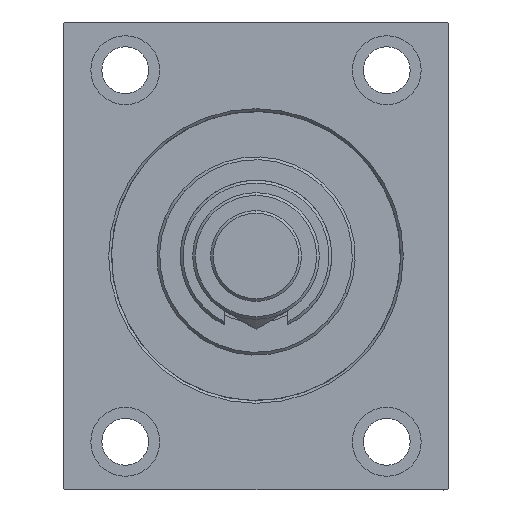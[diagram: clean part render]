
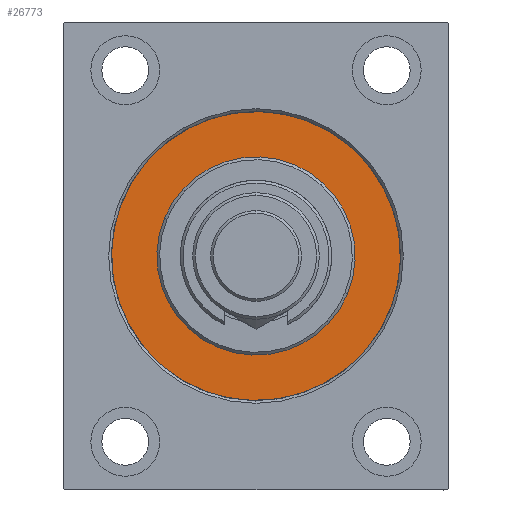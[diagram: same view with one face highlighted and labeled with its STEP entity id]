
A CAD part, left-side view. The second image highlights one B-rep face of the part: STEP entity #26773.
In plain terms, the highlighted face is planar.
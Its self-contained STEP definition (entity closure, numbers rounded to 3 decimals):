
#173 = CARTESIAN_POINT ( 'NONE',  ( 0., 0., 0. ) ) ;
#1921 = DIRECTION ( 'NONE',  ( 1., 0., 0. ) ) ;
#5843 = VERTEX_POINT ( 'NONE', #26748 ) ;
#5898 = ORIENTED_EDGE ( 'NONE', *, *, #41355, .F. ) ;
#5981 = CARTESIAN_POINT ( 'NONE',  ( 0., 0., 0. ) ) ;
#7127 = CARTESIAN_POINT ( 'NONE',  ( 0., 0., 36. ) ) ;
#10152 = DIRECTION ( 'NONE',  ( -1., 0., 0. ) ) ;
#10758 = CARTESIAN_POINT ( 'NONE',  ( 0., 0., 0. ) ) ;
#10866 = FACE_BOUND ( 'NONE', #46035, .T. ) ;
#12288 = EDGE_CURVE ( 'NONE', #35748, #5843, #23339, .T. ) ;
#12442 = AXIS2_PLACEMENT_3D ( 'NONE', #173, #10152, #46793 ) ;
#12487 = VERTEX_POINT ( 'NONE', #33310 ) ;
#12958 = ORIENTED_EDGE ( 'NONE', *, *, #44749, .F. ) ;
#13957 = EDGE_LOOP ( 'NONE', ( #43915, #5898 ) ) ;
#16416 = CIRCLE ( 'NONE', #37688, 52.5 ) ;
#17757 = FACE_OUTER_BOUND ( 'NONE', #13957, .T. ) ;
#18423 = DIRECTION ( 'NONE',  ( 0., 0., 1. ) ) ;
#19609 = AXIS2_PLACEMENT_3D ( 'NONE', #36043, #21766, #18423 ) ;
#21766 = DIRECTION ( 'NONE',  ( -1., 0., 0. ) ) ;
#22862 = DIRECTION ( 'NONE',  ( 0., 0., -1. ) ) ;
#23339 = CIRCLE ( 'NONE', #28653, 36. ) ;
#23581 = DIRECTION ( 'NONE',  ( 1., 0., 0. ) ) ;
#26748 = CARTESIAN_POINT ( 'NONE',  ( 0., 0., -36. ) ) ;
#26773 = ADVANCED_FACE ( 'NONE', ( #10866, #17757 ), #32276, .F. ) ;
#27800 = VERTEX_POINT ( 'NONE', #43031 ) ;
#28653 = AXIS2_PLACEMENT_3D ( 'NONE', #5981, #23581, #30721 ) ;
#29830 = CARTESIAN_POINT ( 'NONE',  ( 0., 0., 0. ) ) ;
#30721 = DIRECTION ( 'NONE',  ( 0., 0., -1. ) ) ;
#32276 = PLANE ( 'NONE',  #12442 ) ;
#33310 = CARTESIAN_POINT ( 'NONE',  ( 0., 0., -52.5 ) ) ;
#34842 = CIRCLE ( 'NONE', #19609, 52.5 ) ;
#35162 = EDGE_CURVE ( 'NONE', #12487, #27800, #16416, .T. ) ;
#35582 = AXIS2_PLACEMENT_3D ( 'NONE', #10758, #1921, #22862 ) ;
#35748 = VERTEX_POINT ( 'NONE', #7127 ) ;
#36043 = CARTESIAN_POINT ( 'NONE',  ( 0., 0., 0. ) ) ;
#36509 = DIRECTION ( 'NONE',  ( 0., 0., 1. ) ) ;
#36982 = DIRECTION ( 'NONE',  ( -1., 0., 0. ) ) ;
#37688 = AXIS2_PLACEMENT_3D ( 'NONE', #29830, #36982, #36509 ) ;
#38603 = CIRCLE ( 'NONE', #35582, 36. ) ;
#38664 = ORIENTED_EDGE ( 'NONE', *, *, #12288, .F. ) ;
#41355 = EDGE_CURVE ( 'NONE', #27800, #12487, #34842, .T. ) ;
#43031 = CARTESIAN_POINT ( 'NONE',  ( 0., 0., 52.5 ) ) ;
#43915 = ORIENTED_EDGE ( 'NONE', *, *, #35162, .F. ) ;
#44749 = EDGE_CURVE ( 'NONE', #5843, #35748, #38603, .T. ) ;
#46035 = EDGE_LOOP ( 'NONE', ( #38664, #12958 ) ) ;
#46793 = DIRECTION ( 'NONE',  ( 0., 0., 1. ) ) ;
